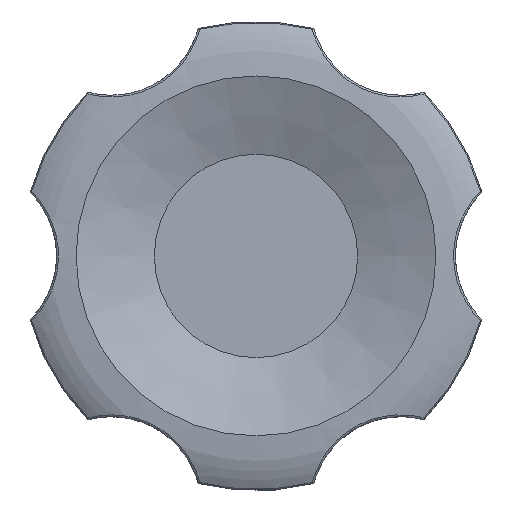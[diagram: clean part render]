
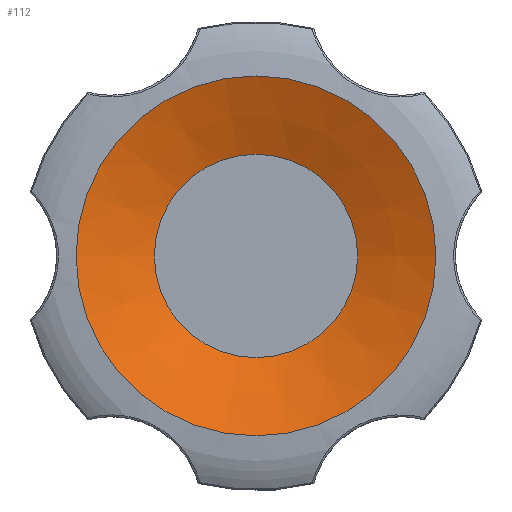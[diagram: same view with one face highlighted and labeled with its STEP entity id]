
A CAD part, top view. The second image highlights one B-rep face of the part: STEP entity #112.
In plain terms, the highlighted conical face has half-angle 68.199 degrees and reference radius 23 mm.
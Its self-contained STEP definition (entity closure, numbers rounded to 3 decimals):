
#112 = ADVANCED_FACE( '', ( #263, #264 ), #265, .F. );
#263 = FACE_BOUND( '', #1777, .T. );
#264 = FACE_OUTER_BOUND( '', #1778, .T. );
#265 = CONICAL_SURFACE( '', #1779, 23., 1.19 );
#1777 = EDGE_LOOP( '', ( #3925 ) );
#1778 = EDGE_LOOP( '', ( #3926 ) );
#1779 = AXIS2_PLACEMENT_3D( '', #3927, #3928, #3929 );
#3925 = ORIENTED_EDGE( '', *, *, #4320, .F. );
#3926 = ORIENTED_EDGE( '', *, *, #4321, .T. );
#3927 = CARTESIAN_POINT( '', ( 0., 0., 36. ) );
#3928 = DIRECTION( '', ( 0., 0., 1. ) );
#3929 = DIRECTION( '', ( 1., 0., 0. ) );
#4320 = EDGE_CURVE( '', #4562, #4562, #4563, .T. );
#4321 = EDGE_CURVE( '', #4564, #4564, #4565, .T. );
#4562 = VERTEX_POINT( '', #6224 );
#4563 = CIRCLE( '', #6225, 13. );
#4564 = VERTEX_POINT( '', #6226 );
#4565 = CIRCLE( '', #6227, 23. );
#6224 = CARTESIAN_POINT( '', ( 13., 0., 32. ) );
#6225 = AXIS2_PLACEMENT_3D( '', #7303, #7304, #7305 );
#6226 = CARTESIAN_POINT( '', ( 23., 0., 36. ) );
#6227 = AXIS2_PLACEMENT_3D( '', #7306, #7307, #7308 );
#7303 = CARTESIAN_POINT( '', ( 0., 0., 32. ) );
#7304 = DIRECTION( '', ( 0., 0., 1. ) );
#7305 = DIRECTION( '', ( 1., 0., 0. ) );
#7306 = CARTESIAN_POINT( '', ( 0., 0., 36. ) );
#7307 = DIRECTION( '', ( 0., 0., 1. ) );
#7308 = DIRECTION( '', ( 1., 0., 0. ) );
